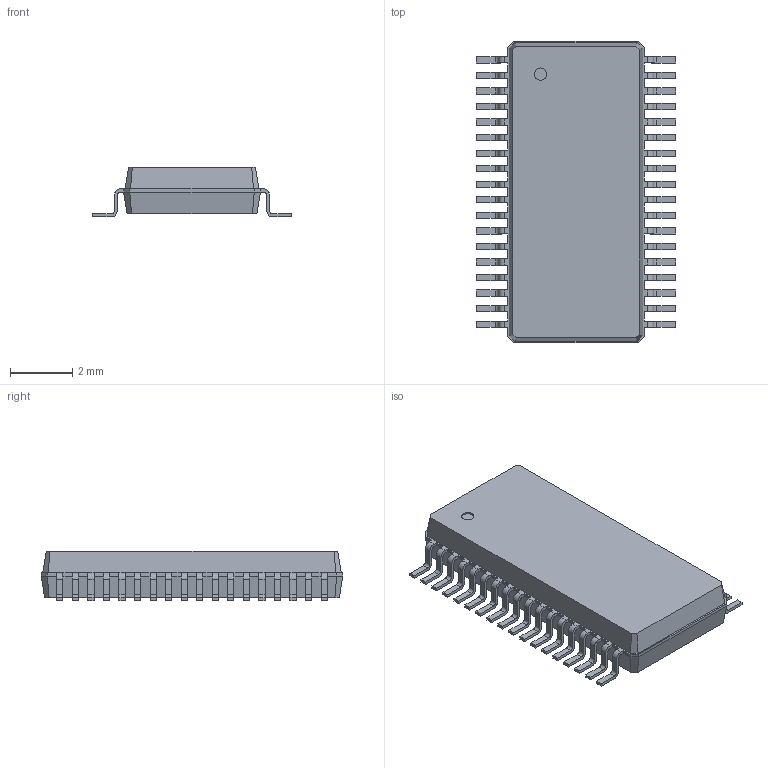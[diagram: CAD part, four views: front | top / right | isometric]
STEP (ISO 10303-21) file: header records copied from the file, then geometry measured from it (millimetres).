
FILE_DESCRIPTION(/* description */ ('model of TSSOP-36_4.4x9.7mm_P0.5mm'),/* implementation_level */ '2;1');
FILE_NAME(/* name */ 'TSSOP-36_4.4x9.7mm_P0.5mm.step',/* time_stamp */ '2020-02-11T19:56:26',/* author */ ('kicad StepUp','ksu'),/* organization */ ('FreeCAD'),/* preprocessor_version */ 'OCC',/* originating_system */ 'kicad StepUp',/* authorisation */ '');
FILE_SCHEMA(('AUTOMOTIVE_DESIGN { 1 0 10303 214 1 1 1 1 }'));
Length unit declared in the file: millimetre
Products named in the file (1): TSSOP_36_44x97mm_P05mm
Bounding box: 6.4 x 9.7 x 1.6 mm (x, y, z)
Volume: 62 mm3; surface area: 156.6 mm2
Topology: 1 solids, 1 shells, 576 faces, 1551 edges, 978 vertices
Faces by surface type: plane 371, cylinder 145, bspline 60
Full cylindrical faces by diameter (mm): 0.4 x1
Entity records: 42182 total; most frequent: CARTESIAN_POINT 7576, DIRECTION 5581, LINE 3821, VECTOR 3821, ORIENTED_EDGE 3102, PCURVE 3102, DEFINITIONAL_REPRESENTATION 3102, EDGE_CURVE 1551
